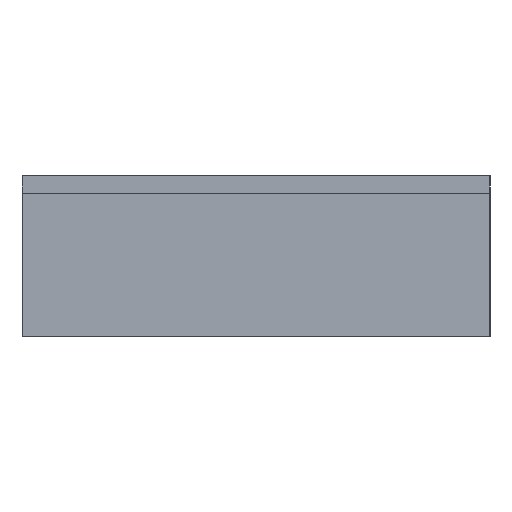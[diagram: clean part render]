
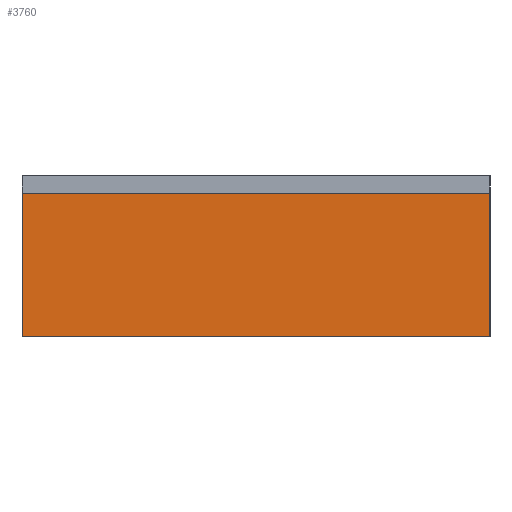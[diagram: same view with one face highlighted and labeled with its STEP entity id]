
A CAD part, left-side view. The second image highlights one B-rep face of the part: STEP entity #3760.
In plain terms, the highlighted planar face has unit normal (-1, 0, 0).
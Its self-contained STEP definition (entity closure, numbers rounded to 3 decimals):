
#836=FACE_OUTER_BOUND('',#1124,.T.);
#1124=EDGE_LOOP('',(#3523,#3524,#3525,#3526));
#1304=LINE('',#9503,#1504);
#1327=LINE('',#21420,#1527);
#1328=LINE('',#21423,#1528);
#1329=LINE('',#21424,#1529);
#1504=VECTOR('',#4769,10.);
#1527=VECTOR('',#4820,10.);
#1528=VECTOR('',#4823,10.);
#1529=VECTOR('',#4824,10.);
#1872=VERTEX_POINT('',#9500);
#1873=VERTEX_POINT('',#9502);
#1897=VERTEX_POINT('',#21418);
#1898=VERTEX_POINT('',#21422);
#2388=EDGE_CURVE('',#1872,#1873,#1304,.T.);
#2447=EDGE_CURVE('',#1897,#1873,#1327,.T.);
#2448=EDGE_CURVE('',#1898,#1897,#1328,.T.);
#2449=EDGE_CURVE('',#1898,#1872,#1329,.T.);
#3523=ORIENTED_EDGE('',*,*,#2448,.T.);
#3524=ORIENTED_EDGE('',*,*,#2447,.T.);
#3525=ORIENTED_EDGE('',*,*,#2388,.F.);
#3526=ORIENTED_EDGE('',*,*,#2449,.F.);
#3572=PLANE('',#4058);
#3760=ADVANCED_FACE('',(#836),#3572,.T.);
#4058=AXIS2_PLACEMENT_3D('',#21421,#4821,#4822);
#4769=DIRECTION('',(0.,-1.,0.));
#4820=DIRECTION('',(0.,0.,1.));
#4821=DIRECTION('center_axis',(-1.,0.,0.));
#4822=DIRECTION('ref_axis',(0.,-1.,0.));
#4823=DIRECTION('',(0.,-1.,0.));
#4824=DIRECTION('',(0.,0.,1.));
#9500=CARTESIAN_POINT('',(0.,42.5,13.));
#9502=CARTESIAN_POINT('',(0.,0.,13.));
#9503=CARTESIAN_POINT('',(0.,42.5,13.));
#21418=CARTESIAN_POINT('',(0.,0.,0.));
#21420=CARTESIAN_POINT('',(0.,0.,0.));
#21421=CARTESIAN_POINT('Origin',(0.,42.5,0.));
#21422=CARTESIAN_POINT('',(0.,42.5,0.));
#21423=CARTESIAN_POINT('',(0.,42.5,0.));
#21424=CARTESIAN_POINT('',(0.,42.5,0.));
